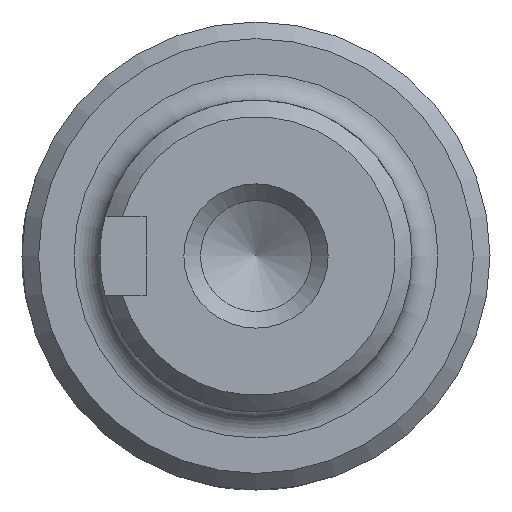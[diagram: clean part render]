
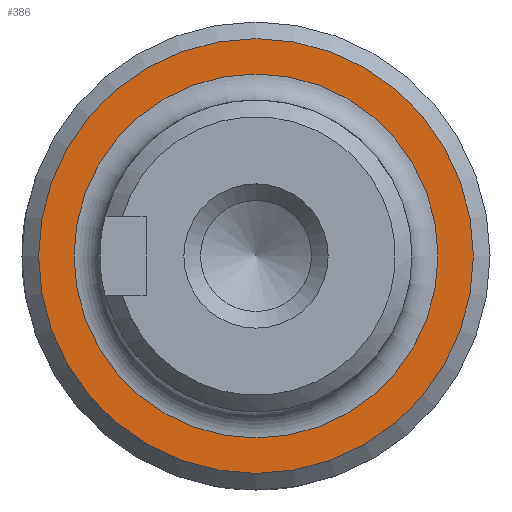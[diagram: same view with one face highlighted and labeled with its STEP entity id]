
A CAD part, left-side view. The second image highlights one B-rep face of the part: STEP entity #386.
In plain terms, the highlighted planar face has unit normal (-1, 0, 0).
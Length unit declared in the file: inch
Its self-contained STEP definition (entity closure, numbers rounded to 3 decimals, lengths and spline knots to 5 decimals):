
#26=PLANE('',#423);
#44=FACE_BOUND('',#117,.T.);
#58=CIRCLE('',#422,0.4375);
#59=CIRCLE('',#424,0.5225);
#83=FACE_OUTER_BOUND('',#116,.T.);
#116=EDGE_LOOP('',(#300));
#117=EDGE_LOOP('',(#301));
#207=VERTEX_POINT('',#823);
#208=VERTEX_POINT('',#826);
#245=EDGE_CURVE('',#207,#207,#58,.T.);
#246=EDGE_CURVE('',#208,#208,#59,.T.);
#300=ORIENTED_EDGE('',*,*,#246,.F.);
#301=ORIENTED_EDGE('',*,*,#245,.F.);
#386=ADVANCED_FACE('',(#83,#44),#26,.T.);
#422=AXIS2_PLACEMENT_3D('',#824,#474,#475);
#423=AXIS2_PLACEMENT_3D('',#825,#476,#477);
#424=AXIS2_PLACEMENT_3D('',#827,#478,#479);
#474=DIRECTION('center_axis',(-1.,0.,0.));
#475=DIRECTION('ref_axis',(0.,-1.,0.));
#476=DIRECTION('center_axis',(-1.,0.,0.));
#477=DIRECTION('ref_axis',(0.,0.,1.));
#478=DIRECTION('center_axis',(1.,0.,0.));
#479=DIRECTION('ref_axis',(0.,-1.,0.));
#823=CARTESIAN_POINT('',(1.866,0.4375,0.));
#824=CARTESIAN_POINT('Origin',(1.866,0.,0.));
#825=CARTESIAN_POINT('Origin',(1.866,0.46875,0.));
#826=CARTESIAN_POINT('',(1.866,0.5225,0.));
#827=CARTESIAN_POINT('Origin',(1.866,0.,0.));
